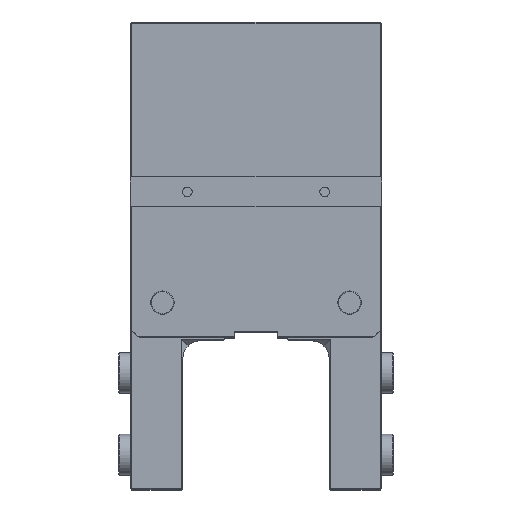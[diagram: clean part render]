
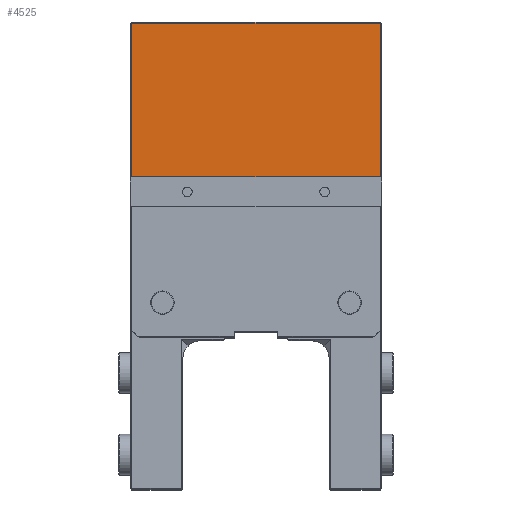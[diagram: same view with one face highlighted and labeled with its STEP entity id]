
A CAD part, top view. The second image highlights one B-rep face of the part: STEP entity #4525.
In plain terms, the highlighted planar face has unit normal (0, 0, 1).
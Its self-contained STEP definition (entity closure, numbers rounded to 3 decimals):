
#238=PLANE('',#4943);
#419=FACE_OUTER_BOUND('',#675,.T.);
#675=EDGE_LOOP('',(#3402,#3403,#3404,#3405));
#968=LINE('',#6951,#1403);
#993=LINE('',#7004,#1428);
#1027=LINE('',#7088,#1462);
#1028=LINE('',#7089,#1463);
#1403=VECTOR('',#5551,1000.);
#1428=VECTOR('',#5592,1000.);
#1462=VECTOR('',#5656,1000.);
#1463=VECTOR('',#5657,1000.);
#2062=VERTEX_POINT('',#6949);
#2063=VERTEX_POINT('',#6950);
#2083=VERTEX_POINT('',#7002);
#2118=VERTEX_POINT('',#7087);
#2549=EDGE_CURVE('',#2062,#2063,#968,.T.);
#2576=EDGE_CURVE('',#2083,#2063,#993,.T.);
#2618=EDGE_CURVE('',#2118,#2083,#1027,.T.);
#2619=EDGE_CURVE('',#2062,#2118,#1028,.T.);
#3402=ORIENTED_EDGE('',*,*,#2618,.T.);
#3403=ORIENTED_EDGE('',*,*,#2576,.T.);
#3404=ORIENTED_EDGE('',*,*,#2549,.F.);
#3405=ORIENTED_EDGE('',*,*,#2619,.T.);
#4525=ADVANCED_FACE('',(#419),#238,.T.);
#4943=AXIS2_PLACEMENT_3D('',#7086,#5654,#5655);
#5551=DIRECTION('',(-1.,0.,0.));
#5592=DIRECTION('',(0.,-1.,0.));
#5654=DIRECTION('center_axis',(0.,0.,1.));
#5655=DIRECTION('ref_axis',(1.,0.,0.));
#5656=DIRECTION('',(-1.,0.,0.));
#5657=DIRECTION('',(0.,1.,0.));
#6949=CARTESIAN_POINT('',(42.5,55.,29.));
#6950=CARTESIAN_POINT('',(-42.5,55.,29.));
#6951=CARTESIAN_POINT('',(43.,55.,29.));
#7002=CARTESIAN_POINT('',(-42.5,107.5,29.));
#7004=CARTESIAN_POINT('',(-42.5,55.,29.));
#7086=CARTESIAN_POINT('Origin',(-43.,0.,29.));
#7087=CARTESIAN_POINT('',(42.5,107.5,29.));
#7088=CARTESIAN_POINT('',(-43.,107.5,29.));
#7089=CARTESIAN_POINT('',(42.5,108.,29.));
